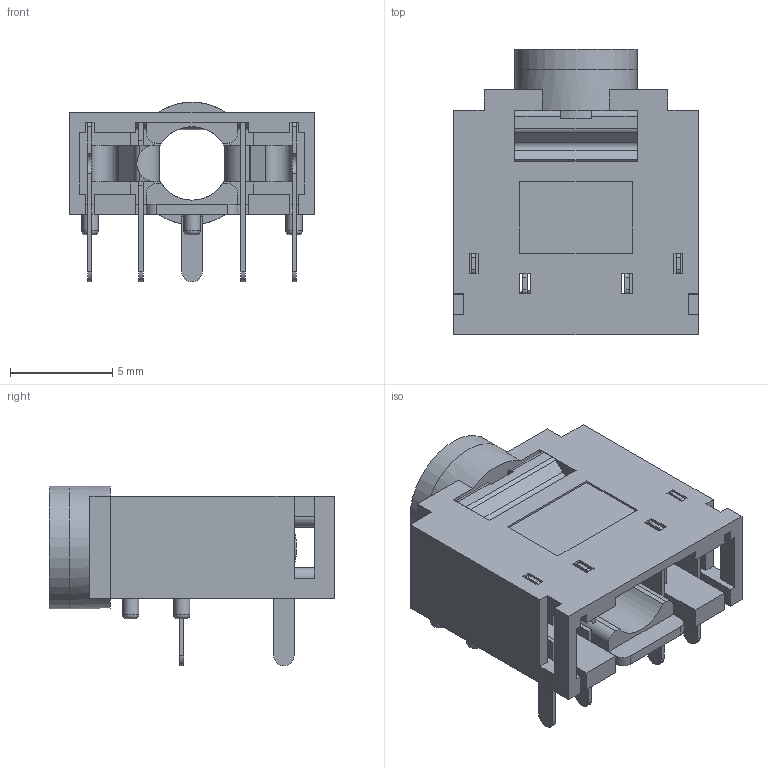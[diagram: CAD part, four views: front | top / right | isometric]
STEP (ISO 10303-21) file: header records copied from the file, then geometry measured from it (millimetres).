
FILE_DESCRIPTION(('STEP AP214'), '1');
FILE_NAME('ST-212 (DCI)', '', ('UNSPECIFIED'), ('UNSPECIFIED'), 'ASCON STEP Converter 1.6', 'ASCON Math Kernel', '');
FILE_SCHEMA(('AUTOMOTIVE_DESIGN { 1 0 10303 214 3 1 1}'));
Length unit declared in the file: millimetre
Bounding box: 12 x 14 x 8.8 mm (x, y, z)
Volume: 361 mm3; surface area: 1471.4 mm2
Topology: 7 solids, 7 shells, 310 faces, 842 edges, 539 vertices
Faces by surface type: plane 226, cylinder 74, torus 5, bspline 4, cone 1
Full cylindrical faces by diameter (mm): 0.8 x5, 3.6 x1, 4.2 x1, 4.21 x1, 6 x2
Entity records: 12805 total; most frequent: CARTESIAN_POINT 2366, ORIENTED_EDGE 1652, DIRECTION 1587, EDGE_CURVE 826, LINE 659, VECTOR 659, VERTEX_POINT 539, AXIS2_PLACEMENT_3D 464
